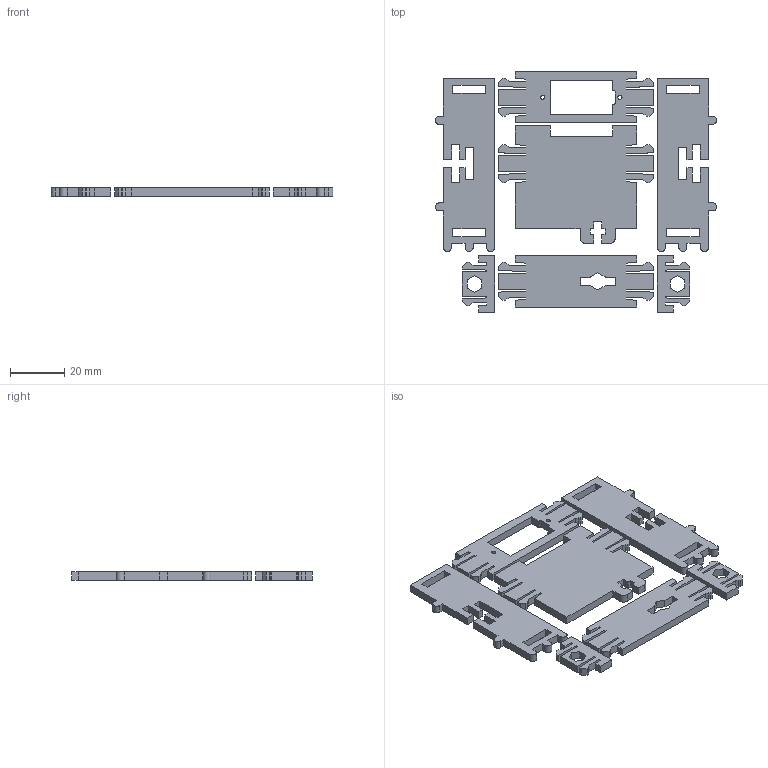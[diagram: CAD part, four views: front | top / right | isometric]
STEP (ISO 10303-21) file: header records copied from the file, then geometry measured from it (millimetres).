
FILE_DESCRIPTION(/* description */ (''),/* implementation_level */ '2;1');
FILE_NAME(/* name */ 'turn_3D_flat',/* time_stamp */ '2017-04-21T15:16:10+02:00',/* author */ (''),/* organization */ (''),/* preprocessor_version */ 'ST-DEVELOPER v15',/* originating_system */ '',/* authorisation */ '');
FILE_SCHEMA (('AUTOMOTIVE_DESIGN'));
Length unit declared in the file: millimetre
Products named in the file (1): Document
Bounding box: 103.99 x 89 x 3 mm (x, y, z)
Volume: 17238.5 mm3; surface area: 17067 mm2
Topology: 7 solids, 7 shells, 379 faces, 1095 edges, 730 vertices
Faces by surface type: plane 209, bspline 170
Entity records: 11313 total; most frequent: CARTESIAN_POINT 4777, ORIENTED_EDGE 2190, EDGE_CURVE 1095, VERTEX_POINT 730, B_SPLINE_CURVE_WITH_KNOTS 609, EDGE_LOOP 399, ADVANCED_FACE 379, FACE_OUTER_BOUND 379
